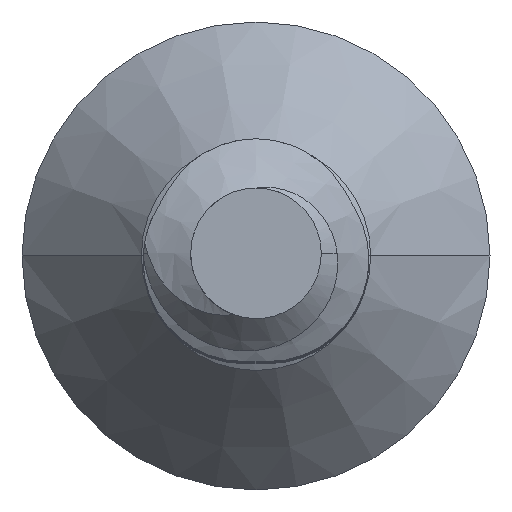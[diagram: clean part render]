
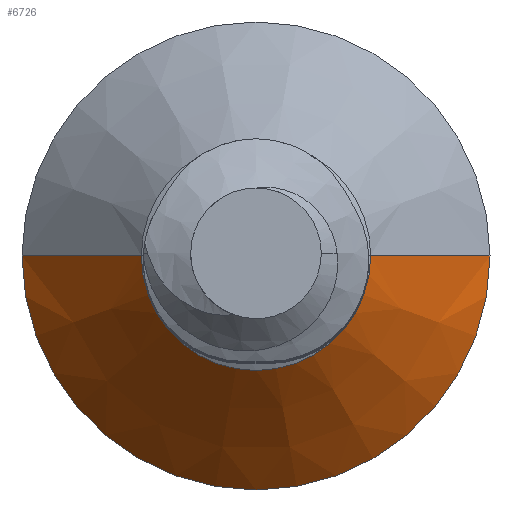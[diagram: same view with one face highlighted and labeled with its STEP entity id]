
A CAD part, top view. The second image highlights one B-rep face of the part: STEP entity #6726.
In plain terms, the highlighted conical face has half-angle 41 degrees and reference radius 1.422 mm.
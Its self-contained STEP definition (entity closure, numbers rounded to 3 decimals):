
#895 = DIRECTION ( 'NONE',  ( -0.656, 0., -0.755 ) ) ;
#896 = VECTOR ( 'NONE', #895, 1000. ) ;
#901 = CARTESIAN_POINT ( 'NONE',  ( -2.902, 0., -19.404 ) ) ;
#918 = DIRECTION ( 'NONE',  ( 0.656, 0., -0.755 ) ) ;
#919 = VECTOR ( 'NONE', #918, 1000. ) ;
#920 = CARTESIAN_POINT ( 'NONE',  ( 1.422, 0., -17.702 ) ) ;
#921 = LINE ( 'NONE', #920, #919 ) ;
#927 = CARTESIAN_POINT ( 'NONE',  ( -1.422, 0., -17.702 ) ) ;
#928 = LINE ( 'NONE', #927, #896 ) ;
#985 = CARTESIAN_POINT ( 'NONE',  ( 2.902, 0., -19.404 ) ) ;
#1226 = FACE_OUTER_BOUND ( 'NONE', #6716, .T. ) ;
#1227 = CIRCLE ( 'NONE', #1273, 1.422 ) ;
#1259 = DIRECTION ( 'NONE',  ( -1., 0., 0. ) ) ;
#1260 = DIRECTION ( 'NONE',  ( 0., 0., -1. ) ) ;
#1261 = CARTESIAN_POINT ( 'NONE',  ( 0., 0., -17.702 ) ) ;
#1262 = AXIS2_PLACEMENT_3D ( 'NONE', #1261, #1260, #1259 ) ;
#1266 = DIRECTION ( 'NONE',  ( -1., 0., 0. ) ) ;
#1267 = DIRECTION ( 'NONE',  ( 0., 0., -1. ) ) ;
#1268 = CARTESIAN_POINT ( 'NONE',  ( 0., 0., -17.702 ) ) ;
#1273 = AXIS2_PLACEMENT_3D ( 'NONE', #1268, #1267, #1266 ) ;
#1274 = CONICAL_SURFACE ( 'NONE', #1262, 1.422, 0.716 ) ;
#2625 = DIRECTION ( 'NONE',  ( 1., 0., 0. ) ) ;
#2626 = DIRECTION ( 'NONE',  ( 0., 0., 1. ) ) ;
#2627 = CARTESIAN_POINT ( 'NONE',  ( 0., 0., -19.404 ) ) ;
#2628 = AXIS2_PLACEMENT_3D ( 'NONE', #2627, #2626, #2625 ) ;
#2629 = CIRCLE ( 'NONE', #2628, 2.902 ) ;
#4736 = VERTEX_POINT ( 'NONE', #9087 ) ;
#4740 = VERTEX_POINT ( 'NONE', #9116 ) ;
#6499 = EDGE_CURVE ( 'NONE', #4736, #6528, #928, .T. ) ;
#6503 = EDGE_CURVE ( 'NONE', #4740, #6561, #921, .T. ) ;
#6528 = VERTEX_POINT ( 'NONE', #901 ) ;
#6561 = VERTEX_POINT ( 'NONE', #985 ) ;
#6702 = ORIENTED_EDGE ( 'NONE', *, *, #6503, .F. ) ;
#6716 = EDGE_LOOP ( 'NONE', ( #6702, #6740, #6728, #6847 ) ) ;
#6724 = EDGE_CURVE ( 'NONE', #4740, #4736, #1227, .T. ) ;
#6726 = ADVANCED_FACE ( 'NONE', ( #1226 ), #1274, .T. ) ;
#6728 = ORIENTED_EDGE ( 'NONE', *, *, #6499, .T. ) ;
#6740 = ORIENTED_EDGE ( 'NONE', *, *, #6724, .T. ) ;
#6847 = ORIENTED_EDGE ( 'NONE', *, *, #7910, .T. ) ;
#7910 = EDGE_CURVE ( 'NONE', #6528, #6561, #2629, .T. ) ;
#9087 = CARTESIAN_POINT ( 'NONE',  ( -1.422, 0., -17.702 ) ) ;
#9116 = CARTESIAN_POINT ( 'NONE',  ( 1.422, 0., -17.702 ) ) ;
